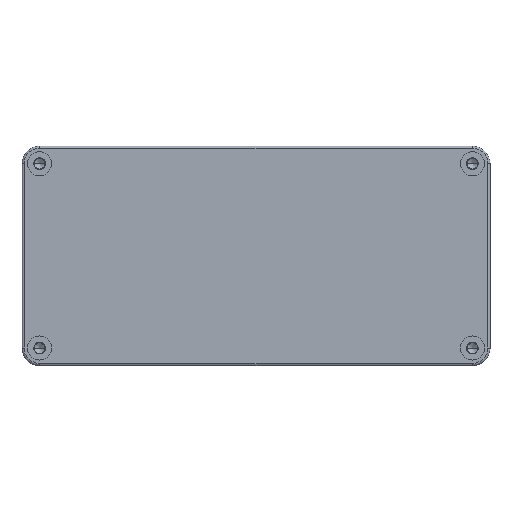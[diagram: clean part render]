
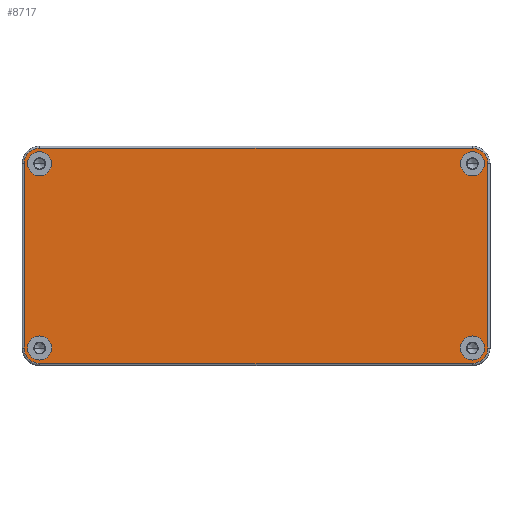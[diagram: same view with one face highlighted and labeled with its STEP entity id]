
A CAD part, top view. The second image highlights one B-rep face of the part: STEP entity #8717.
In plain terms, the highlighted planar face has unit normal (0, 0, 1).
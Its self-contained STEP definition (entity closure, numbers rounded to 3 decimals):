
#6434=CARTESIAN_POINT('',(-74.,31.5,15.));
#6435=DIRECTION('',(0.,0.,1.));
#6436=DIRECTION('',(-1.,0.,0.));
#6437=AXIS2_PLACEMENT_3D('',#6434,#6435,#6436);
#6442=CARTESIAN_POINT('',(-74.,31.5,15.));
#6443=DIRECTION('',(0.,0.,1.));
#6444=DIRECTION('',(1.,0.,0.));
#6445=AXIS2_PLACEMENT_3D('',#6442,#6443,#6444);
#6450=CARTESIAN_POINT('',(74.,31.5,15.));
#6451=DIRECTION('',(0.,0.,-1.));
#6452=DIRECTION('',(1.,0.,0.));
#6453=AXIS2_PLACEMENT_3D('',#6450,#6451,#6452);
#6458=CARTESIAN_POINT('',(74.,31.5,15.));
#6459=DIRECTION('',(0.,0.,-1.));
#6460=DIRECTION('',(-1.,0.,0.));
#6461=AXIS2_PLACEMENT_3D('',#6458,#6459,#6460);
#6466=CARTESIAN_POINT('',(-74.,-31.5,15.));
#6467=DIRECTION('',(0.,0.,-1.));
#6468=DIRECTION('',(-1.,0.,0.));
#6469=AXIS2_PLACEMENT_3D('',#6466,#6467,#6468);
#6474=CARTESIAN_POINT('',(-74.,-31.5,15.));
#6475=DIRECTION('',(0.,0.,-1.));
#6476=DIRECTION('',(1.,0.,0.));
#6477=AXIS2_PLACEMENT_3D('',#6474,#6475,#6476);
#6482=CARTESIAN_POINT('',(74.,-31.5,15.));
#6483=DIRECTION('',(0.,0.,1.));
#6484=DIRECTION('',(1.,0.,0.));
#6485=AXIS2_PLACEMENT_3D('',#6482,#6483,#6484);
#6490=CARTESIAN_POINT('',(74.,-31.5,15.));
#6491=DIRECTION('',(0.,0.,1.));
#6492=DIRECTION('',(-1.,0.,0.));
#6493=AXIS2_PLACEMENT_3D('',#6490,#6491,#6492);
#6498=CARTESIAN_POINT('',(-74.,-31.5,15.));
#6499=DIRECTION('',(0.,0.,1.));
#6500=DIRECTION('',(-1.,0.,0.));
#6501=AXIS2_PLACEMENT_3D('',#6498,#6499,#6500);
#6506=DIRECTION('',(0.,-1.,0.));
#6507=VECTOR('',#6506,63.);
#6508=CARTESIAN_POINT('',(-79.3,31.5,15.));
#6509=LINE('',#6508,#6507);
#6513=CARTESIAN_POINT('',(-74.,31.5,15.));
#6514=DIRECTION('',(0.,0.,1.));
#6515=DIRECTION('',(0.,1.,0.));
#6516=AXIS2_PLACEMENT_3D('',#6513,#6514,#6515);
#6521=DIRECTION('',(-1.,0.,0.));
#6522=VECTOR('',#6521,148.);
#6523=CARTESIAN_POINT('',(74.,36.8,15.));
#6524=LINE('',#6523,#6522);
#6528=CARTESIAN_POINT('',(74.,31.5,15.));
#6529=DIRECTION('',(0.,0.,1.));
#6530=DIRECTION('',(1.,0.,0.));
#6531=AXIS2_PLACEMENT_3D('',#6528,#6529,#6530);
#6536=DIRECTION('',(0.,1.,0.));
#6537=VECTOR('',#6536,63.);
#6538=CARTESIAN_POINT('',(79.3,-31.5,15.));
#6539=LINE('',#6538,#6537);
#6543=CARTESIAN_POINT('',(74.,-31.5,15.));
#6544=DIRECTION('',(0.,0.,1.));
#6545=DIRECTION('',(0.,-1.,0.));
#6546=AXIS2_PLACEMENT_3D('',#6543,#6544,#6545);
#6551=DIRECTION('',(1.,0.,0.));
#6552=VECTOR('',#6551,148.);
#6553=CARTESIAN_POINT('',(-74.,-36.8,15.));
#6554=LINE('',#6553,#6552);
#8084=CARTESIAN_POINT('',(-78.125,31.5,15.));
#8085=CARTESIAN_POINT('',(-69.875,31.5,15.));
#8086=VERTEX_POINT('',#8084);
#8087=VERTEX_POINT('',#8085);
#8100=CARTESIAN_POINT('',(78.125,31.5,15.));
#8101=CARTESIAN_POINT('',(69.875,31.5,15.));
#8102=VERTEX_POINT('',#8100);
#8103=VERTEX_POINT('',#8101);
#8116=CARTESIAN_POINT('',(-78.125,-31.5,15.));
#8117=CARTESIAN_POINT('',(-69.875,-31.5,15.));
#8118=VERTEX_POINT('',#8116);
#8119=VERTEX_POINT('',#8117);
#8132=CARTESIAN_POINT('',(78.125,-31.5,15.));
#8133=CARTESIAN_POINT('',(69.875,-31.5,15.));
#8134=VERTEX_POINT('',#8132);
#8135=VERTEX_POINT('',#8133);
#8240=CARTESIAN_POINT('',(-79.3,-31.5,15.));
#8241=CARTESIAN_POINT('',(-74.,-36.8,15.));
#8242=VERTEX_POINT('',#8240);
#8243=VERTEX_POINT('',#8241);
#8248=CARTESIAN_POINT('',(74.,-36.8,15.));
#8249=VERTEX_POINT('',#8248);
#8252=CARTESIAN_POINT('',(79.3,-31.5,15.));
#8253=VERTEX_POINT('',#8252);
#8256=CARTESIAN_POINT('',(79.3,31.5,15.));
#8257=VERTEX_POINT('',#8256);
#8260=CARTESIAN_POINT('',(74.,36.8,15.));
#8261=VERTEX_POINT('',#8260);
#8264=CARTESIAN_POINT('',(-74.,36.8,15.));
#8265=VERTEX_POINT('',#8264);
#8268=CARTESIAN_POINT('',(-79.3,31.5,15.));
#8269=VERTEX_POINT('',#8268);
#8671=CARTESIAN_POINT('',(0.,0.,15.));
#8672=DIRECTION('',(0.,0.,1.));
#8673=DIRECTION('',(1.,0.,0.));
#8674=AXIS2_PLACEMENT_3D('',#8671,#8672,#8673);
#8675=PLANE('',#8674);
#8677=ORIENTED_EDGE('',*,*,#8676,.F.);
#8679=ORIENTED_EDGE('',*,*,#8678,.F.);
#8681=ORIENTED_EDGE('',*,*,#8680,.F.);
#8683=ORIENTED_EDGE('',*,*,#8682,.F.);
#8685=ORIENTED_EDGE('',*,*,#8684,.F.);
#8687=ORIENTED_EDGE('',*,*,#8686,.F.);
#8689=ORIENTED_EDGE('',*,*,#8688,.F.);
#8691=ORIENTED_EDGE('',*,*,#8690,.F.);
#8692=EDGE_LOOP('',(#8677,#8679,#8681,#8683,#8685,#8687,#8689,#8691));
#8693=FACE_OUTER_BOUND('',#8692,.F.);
#8695=ORIENTED_EDGE('',*,*,#8694,.F.);
#8697=ORIENTED_EDGE('',*,*,#8696,.F.);
#8698=EDGE_LOOP('',(#8695,#8697));
#8699=FACE_BOUND('',#8698,.F.);
#8701=ORIENTED_EDGE('',*,*,#8700,.F.);
#8703=ORIENTED_EDGE('',*,*,#8702,.F.);
#8704=EDGE_LOOP('',(#8701,#8703));
#8705=FACE_BOUND('',#8704,.F.);
#8707=ORIENTED_EDGE('',*,*,#8706,.T.);
#8709=ORIENTED_EDGE('',*,*,#8708,.T.);
#8710=EDGE_LOOP('',(#8707,#8709));
#8711=FACE_BOUND('',#8710,.F.);
#8712=ORIENTED_EDGE('',*,*,#8661,.T.);
#8714=ORIENTED_EDGE('',*,*,#8713,.T.);
#8715=EDGE_LOOP('',(#8712,#8714));
#8716=FACE_BOUND('',#8715,.F.);
#6438=CIRCLE('',#6437,4.125);
#6446=CIRCLE('',#6445,4.125);
#6454=CIRCLE('',#6453,4.125);
#6462=CIRCLE('',#6461,4.125);
#6470=CIRCLE('',#6469,4.125);
#6478=CIRCLE('',#6477,4.125);
#6486=CIRCLE('',#6485,4.125);
#6494=CIRCLE('',#6493,4.125);
#6502=CIRCLE('',#6501,5.3);
#6517=CIRCLE('',#6516,5.3);
#6532=CIRCLE('',#6531,5.3);
#6547=CIRCLE('',#6546,5.3);
#8661=EDGE_CURVE('',#8086,#8087,#6438,.T.);
#8676=EDGE_CURVE('',#8242,#8243,#6502,.T.);
#8678=EDGE_CURVE('',#8269,#8242,#6509,.T.);
#8680=EDGE_CURVE('',#8265,#8269,#6517,.T.);
#8682=EDGE_CURVE('',#8261,#8265,#6524,.T.);
#8684=EDGE_CURVE('',#8257,#8261,#6532,.T.);
#8686=EDGE_CURVE('',#8253,#8257,#6539,.T.);
#8688=EDGE_CURVE('',#8249,#8253,#6547,.T.);
#8690=EDGE_CURVE('',#8243,#8249,#6554,.T.);
#8694=EDGE_CURVE('',#8102,#8103,#6454,.T.);
#8696=EDGE_CURVE('',#8103,#8102,#6462,.T.);
#8700=EDGE_CURVE('',#8118,#8119,#6470,.T.);
#8702=EDGE_CURVE('',#8119,#8118,#6478,.T.);
#8706=EDGE_CURVE('',#8134,#8135,#6486,.T.);
#8708=EDGE_CURVE('',#8135,#8134,#6494,.T.);
#8713=EDGE_CURVE('',#8087,#8086,#6446,.T.);
#8717=ADVANCED_FACE('',(#8693,#8699,#8705,#8711,#8716),#8675,.T.);
